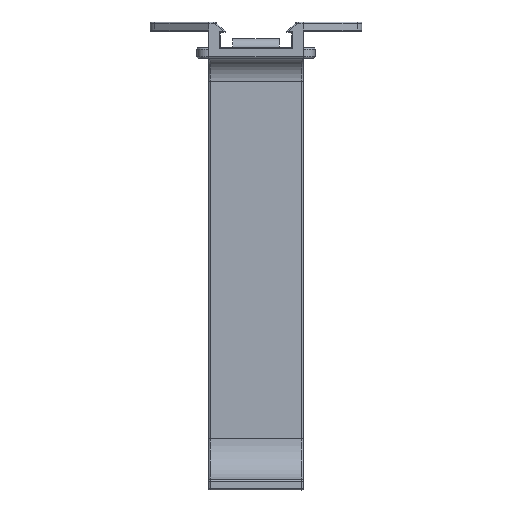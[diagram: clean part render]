
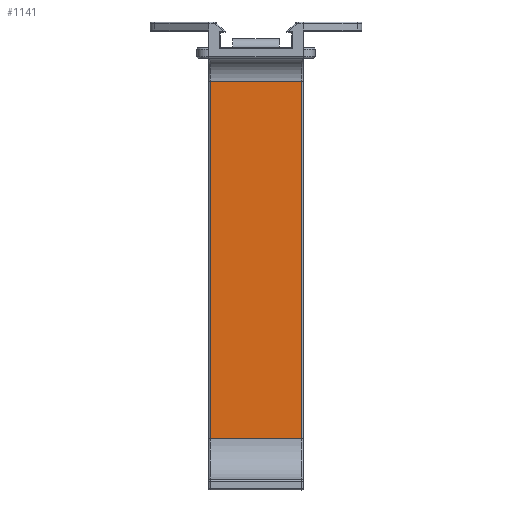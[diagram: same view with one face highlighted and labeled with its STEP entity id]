
A CAD part, front view. The second image highlights one B-rep face of the part: STEP entity #1141.
In plain terms, the highlighted planar face has unit normal (0, -1, 0).
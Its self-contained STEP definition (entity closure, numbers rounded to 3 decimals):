
#714 = DIRECTION ( 'NONE',  ( 0., 0., 1. ) ) ;
#717 = DIRECTION ( 'NONE',  ( 0., 1., 0. ) ) ;
#731 = PLANE ( 'NONE',  #7577 ) ;
#761 = CARTESIAN_POINT ( 'NONE',  ( 13.7, 20.735, 12.8 ) ) ;
#1141 = ADVANCED_FACE ( 'NONE', ( #1325 ), #731, .F. ) ;
#1325 = FACE_OUTER_BOUND ( 'NONE', #1465, .T. ) ;
#1465 = EDGE_LOOP ( 'NONE', ( #1725, #1726, #1727, #1728 ) ) ;
#1725 = ORIENTED_EDGE ( 'NONE', *, *, #7825, .F. ) ;
#1726 = ORIENTED_EDGE ( 'NONE', *, *, #7868, .T. ) ;
#1727 = ORIENTED_EDGE ( 'NONE', *, *, #7863, .T. ) ;
#1728 = ORIENTED_EDGE ( 'NONE', *, *, #7869, .T. ) ;
#3486 = VECTOR ( 'NONE', #6930, 1000. ) ;
#3491 = VECTOR ( 'NONE', #6423, 1000. ) ;
#3492 = LINE ( 'NONE', #6391, #3486 ) ;
#3493 = LINE ( 'NONE', #6422, #3491 ) ;
#3496 = VECTOR ( 'NONE', #6213, 1000. ) ;
#3498 = LINE ( 'NONE', #6177, #3496 ) ;
#3548 = VECTOR ( 'NONE', #6492, 1000. ) ;
#3551 = LINE ( 'NONE', #6474, #3548 ) ;
#4413 = VERTEX_POINT ( 'NONE', #5822 ) ;
#4865 = VERTEX_POINT ( 'NONE', #6050 ) ;
#4942 = VERTEX_POINT ( 'NONE', #5976 ) ;
#4971 = VERTEX_POINT ( 'NONE', #5964 ) ;
#5822 = CARTESIAN_POINT ( 'NONE',  ( -7.8, 20.735, -48.302 ) ) ;
#5964 = CARTESIAN_POINT ( 'NONE',  ( 7.8, 20.735, 12.8 ) ) ;
#5976 = CARTESIAN_POINT ( 'NONE',  ( 7.8, 20.735, -48.302 ) ) ;
#6050 = CARTESIAN_POINT ( 'NONE',  ( -7.8, 20.735, 12.8 ) ) ;
#6177 = CARTESIAN_POINT ( 'NONE',  ( 13.7, 20.735, 12.8 ) ) ;
#6213 = DIRECTION ( 'NONE',  ( -1., 0., 0. ) ) ;
#6391 = CARTESIAN_POINT ( 'NONE',  ( -7.8, 20.735, 12.8 ) ) ;
#6422 = CARTESIAN_POINT ( 'NONE',  ( 7.8, 20.735, 12.8 ) ) ;
#6423 = DIRECTION ( 'NONE',  ( 0., 0., 1. ) ) ;
#6474 = CARTESIAN_POINT ( 'NONE',  ( 13.7, 20.735, -48.302 ) ) ;
#6492 = DIRECTION ( 'NONE',  ( -1., 0., 0. ) ) ;
#6930 = DIRECTION ( 'NONE',  ( 0., 0., -1. ) ) ;
#7577 = AXIS2_PLACEMENT_3D ( 'NONE', #761, #717, #714 ) ;
#7825 = EDGE_CURVE ( 'NONE', #4942, #4413, #3551, .T. ) ;
#7863 = EDGE_CURVE ( 'NONE', #4971, #4865, #3498, .T. ) ;
#7868 = EDGE_CURVE ( 'NONE', #4942, #4971, #3493, .T. ) ;
#7869 = EDGE_CURVE ( 'NONE', #4865, #4413, #3492, .T. ) ;
